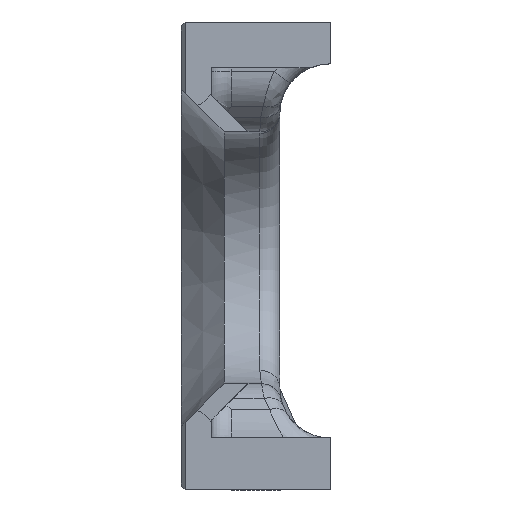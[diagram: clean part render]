
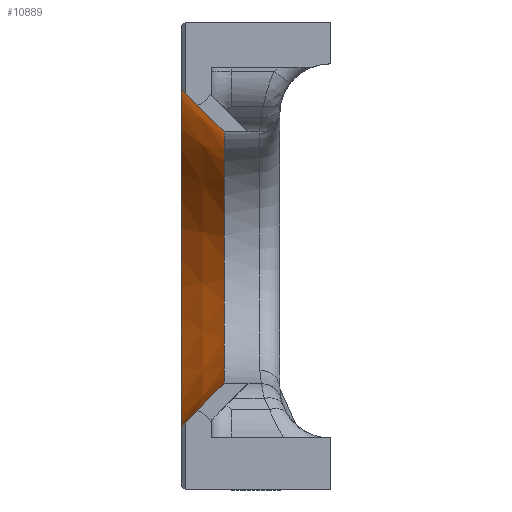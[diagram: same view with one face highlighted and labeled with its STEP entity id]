
A CAD part, left-side view. The second image highlights one B-rep face of the part: STEP entity #10889.
In plain terms, the highlighted conical face has half-angle 45 degrees and reference radius 6.937 mm.
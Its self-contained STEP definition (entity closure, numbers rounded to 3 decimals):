
#229 = EDGE_CURVE ( 'NONE', #2834, #4236, #509, .T. ) ;
#333 = EDGE_CURVE ( 'NONE', #4236, #11751, #1135, .T. ) ;
#497 = DIRECTION ( 'NONE',  ( 0., -0.707, 0.707 ) ) ;
#509 = CIRCLE ( 'NONE', #4375, 12.646 ) ;
#551 = VERTEX_POINT ( 'NONE', #8200 ) ;
#670 = CARTESIAN_POINT ( 'NONE',  ( -56.292, 0., -0.187 ) ) ;
#676 = ORIENTED_EDGE ( 'NONE', *, *, #333, .T. ) ;
#1135 = LINE ( 'NONE', #7489, #3919 ) ;
#1315 = CARTESIAN_POINT ( 'NONE',  ( -56.292, -4.292, 12.458 ) ) ;
#1632 = EDGE_CURVE ( 'NONE', #11751, #551, #8946, .T. ) ;
#1819 = ORIENTED_EDGE ( 'NONE', *, *, #12208, .T. ) ;
#1873 = ORIENTED_EDGE ( 'NONE', *, *, #1632, .T. ) ;
#2318 = DIRECTION ( 'NONE',  ( 0., -0.707, 0.707 ) ) ;
#2577 = CARTESIAN_POINT ( 'NONE',  ( -56.292, -1.55, -15.575 ) ) ;
#2666 = ORIENTED_EDGE ( 'NONE', *, *, #229, .T. ) ;
#2786 = DIRECTION ( 'NONE',  ( 0., 0., 1. ) ) ;
#2834 = VERTEX_POINT ( 'NONE', #6964 ) ;
#2910 = CARTESIAN_POINT ( 'NONE',  ( -56.292, -1.55, 15.2 ) ) ;
#3256 = DIRECTION ( 'NONE',  ( 0., 1., 0. ) ) ;
#3919 = VECTOR ( 'NONE', #6551, 1000. ) ;
#4052 = AXIS2_PLACEMENT_3D ( 'NONE', #9668, #3256, #14087 ) ;
#4235 = EDGE_CURVE ( 'NONE', #5979, #2834, #13140, .T. ) ;
#4236 = VERTEX_POINT ( 'NONE', #1315 ) ;
#4375 = AXIS2_PLACEMENT_3D ( 'NONE', #10491, #9415, #2786 ) ;
#4727 = DIRECTION ( 'NONE',  ( 0., 0.707, 0.707 ) ) ;
#4962 = VECTOR ( 'NONE', #4727, 1000. ) ;
#5007 = DIRECTION ( 'NONE',  ( 0., 0., 1. ) ) ;
#5411 = CONICAL_SURFACE ( 'NONE', #4052, 6.937, 0.785 ) ;
#5498 = EDGE_LOOP ( 'NONE', ( #1819, #7611, #2666, #676, #1873, #12515 ) ) ;
#5979 = VERTEX_POINT ( 'NONE', #2577 ) ;
#6551 = DIRECTION ( 'NONE',  ( 0., 0.707, 0.707 ) ) ;
#6964 = CARTESIAN_POINT ( 'NONE',  ( -56.292, -4.292, -12.833 ) ) ;
#7489 = CARTESIAN_POINT ( 'NONE',  ( -56.292, -16.937, -0.187 ) ) ;
#7611 = ORIENTED_EDGE ( 'NONE', *, *, #4235, .T. ) ;
#7747 = CARTESIAN_POINT ( 'NONE',  ( -56.292, -16.937, -0.187 ) ) ;
#7875 = CARTESIAN_POINT ( 'NONE',  ( -56.292, -22.292, -5.542 ) ) ;
#8012 = DIRECTION ( 'NONE',  ( 0., 1., 0. ) ) ;
#8200 = CARTESIAN_POINT ( 'NONE',  ( -56.292, 0., 16.75 ) ) ;
#8433 = VERTEX_POINT ( 'NONE', #13209 ) ;
#8946 = LINE ( 'NONE', #7875, #4962 ) ;
#9181 = CARTESIAN_POINT ( 'NONE',  ( -56.292, -9.646, -7.479 ) ) ;
#9211 = VECTOR ( 'NONE', #2318, 1000. ) ;
#9415 = DIRECTION ( 'NONE',  ( 0., -1., 0. ) ) ;
#9668 = CARTESIAN_POINT ( 'NONE',  ( -56.292, -10., -0.187 ) ) ;
#10112 = LINE ( 'NONE', #9181, #12874 ) ;
#10491 = CARTESIAN_POINT ( 'NONE',  ( -56.292, -4.292, -0.187 ) ) ;
#10808 = FACE_OUTER_BOUND ( 'NONE', #5498, .T. ) ;
#10814 = CIRCLE ( 'NONE', #13533, 16.937 ) ;
#10889 = ADVANCED_FACE ( 'NONE', ( #10808 ), #5411, .F. ) ;
#11434 = EDGE_CURVE ( 'NONE', #551, #8433, #10814, .T. ) ;
#11751 = VERTEX_POINT ( 'NONE', #2910 ) ;
#12208 = EDGE_CURVE ( 'NONE', #8433, #5979, #10112, .T. ) ;
#12515 = ORIENTED_EDGE ( 'NONE', *, *, #11434, .T. ) ;
#12874 = VECTOR ( 'NONE', #497, 1000. ) ;
#13140 = LINE ( 'NONE', #7747, #9211 ) ;
#13209 = CARTESIAN_POINT ( 'NONE',  ( -56.292, 0., -17.125 ) ) ;
#13533 = AXIS2_PLACEMENT_3D ( 'NONE', #670, #8012, #5007 ) ;
#14087 = DIRECTION ( 'NONE',  ( 0., 0., 1. ) ) ;
